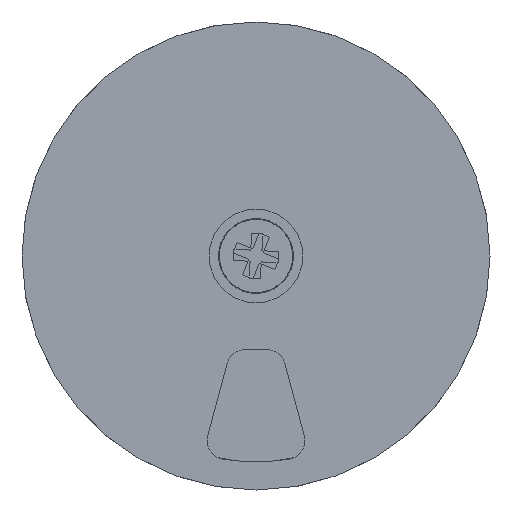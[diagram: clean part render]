
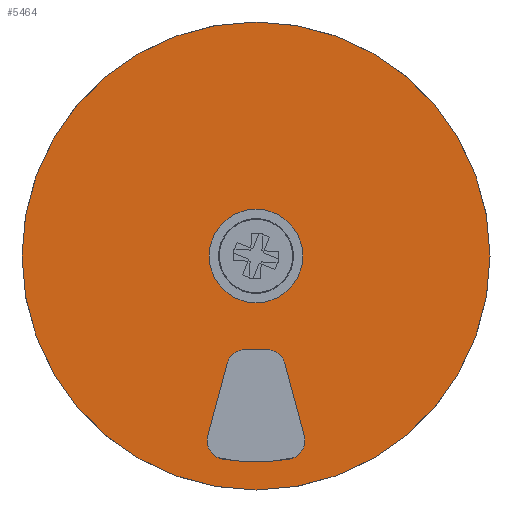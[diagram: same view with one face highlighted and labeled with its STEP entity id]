
A CAD part, front view. The second image highlights one B-rep face of the part: STEP entity #5464.
In plain terms, the highlighted planar face has unit normal (0, -1, 0).
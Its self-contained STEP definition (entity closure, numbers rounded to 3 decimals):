
#74 = AXIS2_PLACEMENT_3D ( 'NONE', #2274, #6748, #6710 ) ;
#77 = DIRECTION ( 'NONE',  ( 0., 0., -1. ) ) ;
#136 = CARTESIAN_POINT ( 'NONE',  ( 0., 0., 0. ) ) ;
#214 = CARTESIAN_POINT ( 'NONE',  ( 12.876, 0., 48.054 ) ) ;
#313 = DIRECTION ( 'NONE',  ( 0., 0., -1. ) ) ;
#582 = EDGE_CURVE ( 'NONE', #5017, #1047, #3054, .T. ) ;
#660 = VECTOR ( 'NONE', #5619, 1000. ) ;
#712 = ORIENTED_EDGE ( 'NONE', *, *, #4061, .F. ) ;
#857 = ORIENTED_EDGE ( 'NONE', *, *, #4068, .T. ) ;
#940 = CARTESIAN_POINT ( 'NONE',  ( 0., 0., 62.5 ) ) ;
#1047 = VERTEX_POINT ( 'NONE', #6337 ) ;
#1056 = FACE_OUTER_BOUND ( 'NONE', #3143, .T. ) ;
#1095 = FACE_BOUND ( 'NONE', #1865, .T. ) ;
#1132 = DIRECTION ( 'NONE',  ( 0.259, 0., 0.966 ) ) ;
#1512 = CARTESIAN_POINT ( 'NONE',  ( 0., 0., 0. ) ) ;
#1548 = DIRECTION ( 'NONE',  ( 0., 1., 0. ) ) ;
#1572 = ORIENTED_EDGE ( 'NONE', *, *, #6279, .F. ) ;
#1669 = CIRCLE ( 'NONE', #4703, 5. ) ;
#1703 = CIRCLE ( 'NONE', #3339, 55. ) ;
#1733 = EDGE_LOOP ( 'NONE', ( #5813, #3279, #4458, #857, #1572, #2642, #1857, #1890 ) ) ;
#1762 = DIRECTION ( 'NONE',  ( 0., -1., 0. ) ) ;
#1857 = ORIENTED_EDGE ( 'NONE', *, *, #3227, .F. ) ;
#1865 = EDGE_LOOP ( 'NONE', ( #2101, #712 ) ) ;
#1890 = ORIENTED_EDGE ( 'NONE', *, *, #2579, .T. ) ;
#1957 = EDGE_CURVE ( 'NONE', #2547, #6500, #2883, .T. ) ;
#2101 = ORIENTED_EDGE ( 'NONE', *, *, #582, .F. ) ;
#2218 = CARTESIAN_POINT ( 'NONE',  ( 0., 0., 0. ) ) ;
#2274 = CARTESIAN_POINT ( 'NONE',  ( 12.5, 0., 0. ) ) ;
#2412 = CIRCLE ( 'NONE', #6858, 5. ) ;
#2457 = DIRECTION ( 'NONE',  ( 0., 0., -1. ) ) ;
#2502 = VECTOR ( 'NONE', #1132, 1000. ) ;
#2547 = VERTEX_POINT ( 'NONE', #2638 ) ;
#2579 = EDGE_CURVE ( 'NONE', #4157, #6500, #1669, .T. ) ;
#2598 = CARTESIAN_POINT ( 'NONE',  ( 0., 0., -62.5 ) ) ;
#2631 = AXIS2_PLACEMENT_3D ( 'NONE', #3123, #4759, #313 ) ;
#2638 = CARTESIAN_POINT ( 'NONE',  ( -2.862, 0., 25. ) ) ;
#2642 = ORIENTED_EDGE ( 'NONE', *, *, #6784, .T. ) ;
#2685 = LINE ( 'NONE', #4461, #2502 ) ;
#2696 = VERTEX_POINT ( 'NONE', #7117 ) ;
#2760 = CARTESIAN_POINT ( 'NONE',  ( 7.692, 0., 28.706 ) ) ;
#2883 = LINE ( 'NONE', #4520, #5292 ) ;
#3011 = EDGE_CURVE ( 'NONE', #7165, #4519, #3200, .T. ) ;
#3054 = CIRCLE ( 'NONE', #7138, 12.5 ) ;
#3123 = CARTESIAN_POINT ( 'NONE',  ( -8.046, 0., 49.348 ) ) ;
#3143 = EDGE_LOOP ( 'NONE', ( #6382, #5020 ) ) ;
#3200 = CIRCLE ( 'NONE', #4125, 62.5 ) ;
#3216 = AXIS2_PLACEMENT_3D ( 'NONE', #136, #5084, #2457 ) ;
#3227 = EDGE_CURVE ( 'NONE', #4157, #3970, #2685, .T. ) ;
#3253 = CARTESIAN_POINT ( 'NONE',  ( 0., 0., -12.5 ) ) ;
#3279 = ORIENTED_EDGE ( 'NONE', *, *, #6491, .T. ) ;
#3339 = AXIS2_PLACEMENT_3D ( 'NONE', #2218, #6620, #6694 ) ;
#3483 = DIRECTION ( 'NONE',  ( 0., 0., -1. ) ) ;
#3618 = DIRECTION ( 'NONE',  ( 0., -1., 0. ) ) ;
#3680 = DIRECTION ( 'NONE',  ( 0., 0., -1. ) ) ;
#3775 = CARTESIAN_POINT ( 'NONE',  ( 2.862, 0., 25. ) ) ;
#3807 = PLANE ( 'NONE',  #74 ) ;
#3864 = CARTESIAN_POINT ( 'NONE',  ( 8.851, 0., 54.283 ) ) ;
#3888 = DIRECTION ( 'NONE',  ( 0., -1., 0. ) ) ;
#3970 = VERTEX_POINT ( 'NONE', #214 ) ;
#4061 = EDGE_CURVE ( 'NONE', #1047, #5017, #5797, .T. ) ;
#4068 = EDGE_CURVE ( 'NONE', #5962, #2696, #5675, .T. ) ;
#4125 = AXIS2_PLACEMENT_3D ( 'NONE', #6283, #1762, #3483 ) ;
#4157 = VERTEX_POINT ( 'NONE', #2760 ) ;
#4215 = VERTEX_POINT ( 'NONE', #4431 ) ;
#4322 = CARTESIAN_POINT ( 'NONE',  ( 8.046, 0., 49.348 ) ) ;
#4431 = CARTESIAN_POINT ( 'NONE',  ( -7.692, 0., 28.706 ) ) ;
#4458 = ORIENTED_EDGE ( 'NONE', *, *, #6975, .T. ) ;
#4461 = CARTESIAN_POINT ( 'NONE',  ( 0., 0., 0. ) ) ;
#4519 = VERTEX_POINT ( 'NONE', #2598 ) ;
#4520 = CARTESIAN_POINT ( 'NONE',  ( 0., 0., 25. ) ) ;
#4703 = AXIS2_PLACEMENT_3D ( 'NONE', #6467, #7060, #3680 ) ;
#4759 = DIRECTION ( 'NONE',  ( 0., 1., 0. ) ) ;
#4838 = DIRECTION ( 'NONE',  ( 0., 0., -1. ) ) ;
#4982 = LINE ( 'NONE', #7186, #660 ) ;
#5015 = CARTESIAN_POINT ( 'NONE',  ( -2.862, 0., 30. ) ) ;
#5017 = VERTEX_POINT ( 'NONE', #3253 ) ;
#5020 = ORIENTED_EDGE ( 'NONE', *, *, #3011, .T. ) ;
#5049 = FACE_BOUND ( 'NONE', #1733, .T. ) ;
#5084 = DIRECTION ( 'NONE',  ( 0., -1., 0. ) ) ;
#5088 = AXIS2_PLACEMENT_3D ( 'NONE', #4322, #5435, #4838 ) ;
#5292 = VECTOR ( 'NONE', #6762, 1000. ) ;
#5435 = DIRECTION ( 'NONE',  ( 0., 1., 0. ) ) ;
#5450 = CIRCLE ( 'NONE', #5088, 5. ) ;
#5464 = ADVANCED_FACE ( 'NONE', ( #5049, #1056, #1095 ), #3807, .T. ) ;
#5504 = EDGE_CURVE ( 'NONE', #4519, #7165, #6478, .T. ) ;
#5592 = CARTESIAN_POINT ( 'NONE',  ( 0., 0., 0. ) ) ;
#5618 = DIRECTION ( 'NONE',  ( 0., 0., -1. ) ) ;
#5619 = DIRECTION ( 'NONE',  ( -0.259, 0., 0.966 ) ) ;
#5641 = CARTESIAN_POINT ( 'NONE',  ( -12.876, 0., 48.054 ) ) ;
#5675 = CIRCLE ( 'NONE', #2631, 5. ) ;
#5797 = CIRCLE ( 'NONE', #6370, 12.5 ) ;
#5813 = ORIENTED_EDGE ( 'NONE', *, *, #1957, .F. ) ;
#5857 = VERTEX_POINT ( 'NONE', #3864 ) ;
#5962 = VERTEX_POINT ( 'NONE', #5641 ) ;
#6279 = EDGE_CURVE ( 'NONE', #5857, #2696, #1703, .T. ) ;
#6283 = CARTESIAN_POINT ( 'NONE',  ( 0., 0., 0. ) ) ;
#6337 = CARTESIAN_POINT ( 'NONE',  ( 0., 0., 12.5 ) ) ;
#6370 = AXIS2_PLACEMENT_3D ( 'NONE', #1512, #3618, #7112 ) ;
#6382 = ORIENTED_EDGE ( 'NONE', *, *, #5504, .T. ) ;
#6467 = CARTESIAN_POINT ( 'NONE',  ( 2.862, 0., 30. ) ) ;
#6478 = CIRCLE ( 'NONE', #3216, 62.5 ) ;
#6491 = EDGE_CURVE ( 'NONE', #2547, #4215, #2412, .T. ) ;
#6500 = VERTEX_POINT ( 'NONE', #3775 ) ;
#6620 = DIRECTION ( 'NONE',  ( 0., -1., 0. ) ) ;
#6694 = DIRECTION ( 'NONE',  ( 0., 0., -1. ) ) ;
#6710 = DIRECTION ( 'NONE',  ( 0., 0., -1. ) ) ;
#6748 = DIRECTION ( 'NONE',  ( 0., -1., 0. ) ) ;
#6762 = DIRECTION ( 'NONE',  ( 1., 0., 0. ) ) ;
#6784 = EDGE_CURVE ( 'NONE', #5857, #3970, #5450, .T. ) ;
#6858 = AXIS2_PLACEMENT_3D ( 'NONE', #5015, #1548, #5618 ) ;
#6975 = EDGE_CURVE ( 'NONE', #4215, #5962, #4982, .T. ) ;
#7060 = DIRECTION ( 'NONE',  ( 0., 1., 0. ) ) ;
#7112 = DIRECTION ( 'NONE',  ( 0., 0., -1. ) ) ;
#7117 = CARTESIAN_POINT ( 'NONE',  ( -8.851, 0., 54.283 ) ) ;
#7138 = AXIS2_PLACEMENT_3D ( 'NONE', #5592, #3888, #77 ) ;
#7165 = VERTEX_POINT ( 'NONE', #940 ) ;
#7186 = CARTESIAN_POINT ( 'NONE',  ( 0., 0., 0. ) ) ;
